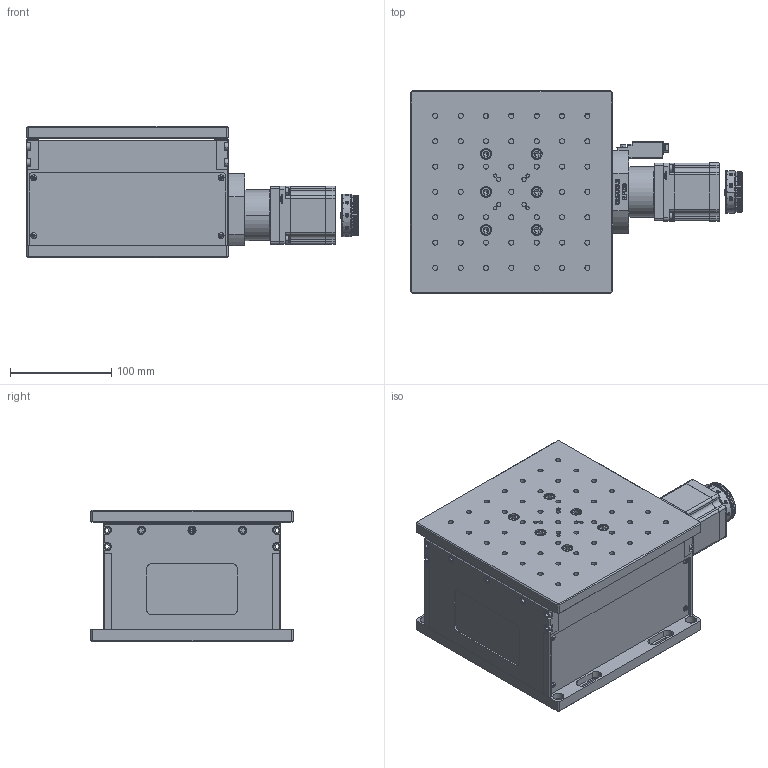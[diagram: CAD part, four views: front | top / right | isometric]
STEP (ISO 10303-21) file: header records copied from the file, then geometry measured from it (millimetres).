
FILE_DESCRIPTION (( 'STEP AP203' ), '1' );
FILE_NAME ('ELPC30.STEP', '2020-12-03T05:47:39', ( 'User' ), ( 'China' ), 'SwSTEP 2.0', 'SolidWorks 2018', '' );
FILE_SCHEMA (( 'CONFIG_CONTROL_DESIGN' ));
Products named in the file (1): ELPC30
Bounding box: 327.5 x 200 x 130 mm (x, y, z)
Surface area: 306653.3 mm2 (no closed solid volume)
Topology: 0 solids, 102 shells, 1434 faces, 5129 edges, 3736 vertices
Faces by surface type: plane 695, cylinder 496, cone 122, bspline 51, torus 50, sphere 20
Entity records: 61823 total; most frequent: CARTESIAN_POINT 19111, DIRECTION 8751, ORIENTED_EDGE 7880, EDGE_CURVE 5093, VERTEX_POINT 3736, AXIS2_PLACEMENT_3D 3110, VECTOR 2531, LINE 2531
